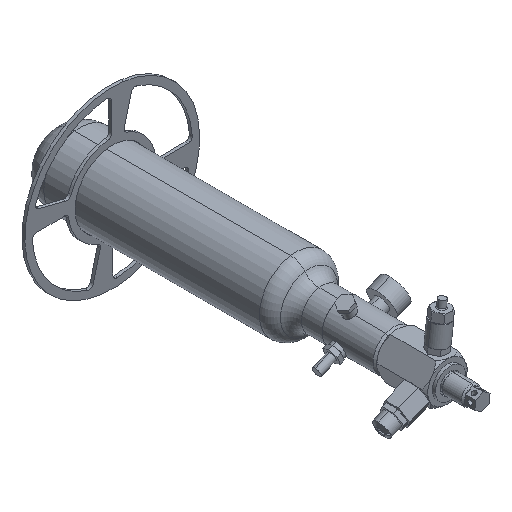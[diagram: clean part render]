
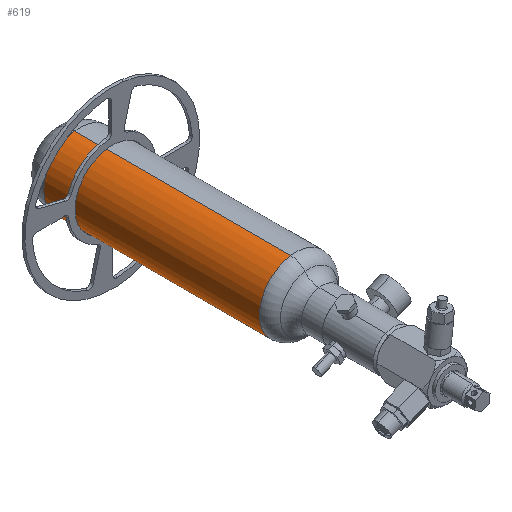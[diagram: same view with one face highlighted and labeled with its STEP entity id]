
A CAD part, isometric view. The second image highlights one B-rep face of the part: STEP entity #619.
In plain terms, the highlighted cylindrical face has radius 25 mm (diameter 50 mm), a partial arc.
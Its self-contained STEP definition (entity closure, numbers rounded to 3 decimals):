
#619=ADVANCED_FACE('',(#1055),#3947,.T.);
#1055=FACE_OUTER_BOUND('',#1515,.F.);
#1515=EDGE_LOOP('',(#2798,#2799,#2800,#2801));
#2798=ORIENTED_EDGE('',*,*,#5222,.T.);
#2799=ORIENTED_EDGE('',*,*,#5211,.F.);
#2800=ORIENTED_EDGE('',*,*,#5223,.F.);
#2801=ORIENTED_EDGE('',*,*,#5203,.F.);
#3947=CYLINDRICAL_SURFACE('',#7792,25.);
#4458=CIRCLE('',#7758,25.);
#4466=CIRCLE('',#7766,25.);
#5203=EDGE_CURVE('',#6924,#6925,#4458,.T.);
#5211=EDGE_CURVE('',#6916,#6919,#4466,.T.);
#5222=EDGE_CURVE('',#6924,#6919,#5952,.T.);
#5223=EDGE_CURVE('',#6925,#6916,#5953,.T.);
#5952=LINE('',#20378,#6387);
#5953=LINE('',#20379,#6388);
#6387=VECTOR('',#9200,148.);
#6388=VECTOR('',#9201,148.);
#6916=VERTEX_POINT('',#20324);
#6919=VERTEX_POINT('',#20327);
#6924=VERTEX_POINT('',#20332);
#6925=VERTEX_POINT('',#20333);
#7758=AXIS2_PLACEMENT_3D('',#20359,#9168,#9169);
#7766=AXIS2_PLACEMENT_3D('',#20367,#9184,#9185);
#7792=AXIS2_PLACEMENT_3D('',#20401,#9244,#9245);
#9168=DIRECTION('',(0.,1.,0.));
#9169=DIRECTION('',(0.145,0.,-0.989));
#9184=DIRECTION('',(0.,-1.,0.));
#9185=DIRECTION('',(-0.145,0.,0.989));
#9200=DIRECTION('',(0.,1.,0.));
#9201=DIRECTION('',(0.,1.,0.));
#9244=DIRECTION('',(0.,1.,0.));
#9245=DIRECTION('',(0.231,0.,-0.973));
#20324=CARTESIAN_POINT('',(-3.625,1236.65,24.736));
#20327=CARTESIAN_POINT('',(3.625,1236.65,-24.736));
#20332=CARTESIAN_POINT('',(3.625,1088.65,-24.736));
#20333=CARTESIAN_POINT('',(-3.625,1088.65,24.736));
#20359=CARTESIAN_POINT('',(0.,1088.65,0.));
#20367=CARTESIAN_POINT('',(0.,1236.65,0.));
#20378=CARTESIAN_POINT('',(3.625,1088.65,-24.736));
#20379=CARTESIAN_POINT('',(-3.625,1088.65,24.736));
#20401=CARTESIAN_POINT('',(0.,1244.05,0.));
